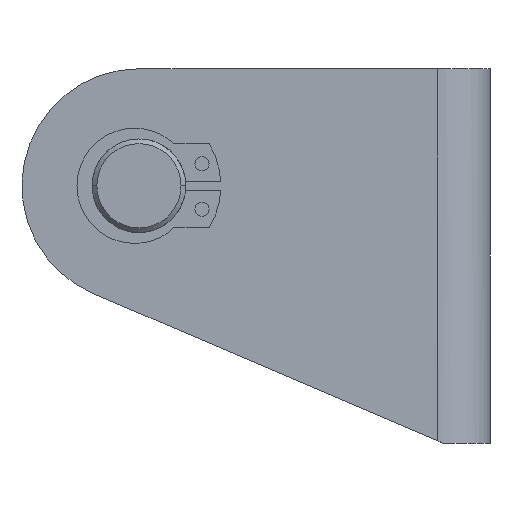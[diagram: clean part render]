
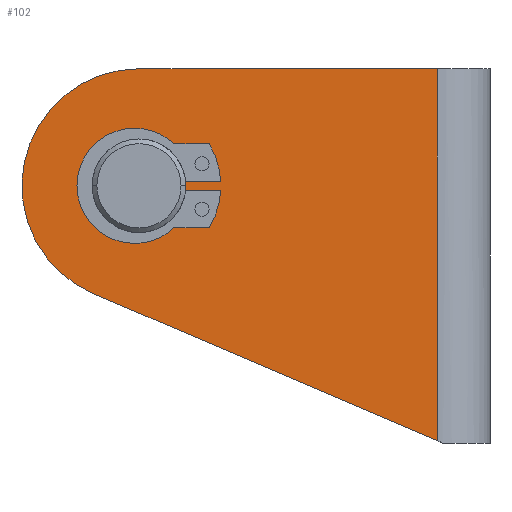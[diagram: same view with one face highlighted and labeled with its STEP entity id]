
A CAD part, left-side view. The second image highlights one B-rep face of the part: STEP entity #102.
In plain terms, the highlighted planar face has unit normal (-1, 0, 0).
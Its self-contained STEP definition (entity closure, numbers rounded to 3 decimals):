
#102=ADVANCED_FACE('',(#196,#197),#198,.T.);
#196=FACE_OUTER_BOUND('',#336,.T.);
#197=FACE_BOUND('',#337,.T.);
#198=PLANE('',#338);
#336=EDGE_LOOP('',(#620,#621,#622,#623));
#337=EDGE_LOOP('',(#624,#625,#626,#627,#628,#629,#630,#631,#632,#633,#634));
#338=AXIS2_PLACEMENT_3D('',#635,#636,#637);
#620=ORIENTED_EDGE('',*,*,#1021,.T.);
#621=ORIENTED_EDGE('',*,*,#1022,.F.);
#622=ORIENTED_EDGE('',*,*,#1023,.F.);
#623=ORIENTED_EDGE('',*,*,#1024,.F.);
#624=ORIENTED_EDGE('',*,*,#999,.T.);
#625=ORIENTED_EDGE('',*,*,#1014,.T.);
#626=ORIENTED_EDGE('',*,*,#1015,.T.);
#627=ORIENTED_EDGE('',*,*,#982,.T.);
#628=ORIENTED_EDGE('',*,*,#986,.T.);
#629=ORIENTED_EDGE('',*,*,#1017,.T.);
#630=ORIENTED_EDGE('',*,*,#1019,.T.);
#631=ORIENTED_EDGE('',*,*,#1020,.T.);
#632=ORIENTED_EDGE('',*,*,#1009,.T.);
#633=ORIENTED_EDGE('',*,*,#951,.T.);
#634=ORIENTED_EDGE('',*,*,#1025,.T.);
#635=CARTESIAN_POINT('',(-12.05,16.477,18.417));
#636=DIRECTION('',(-1.0,0.0,0.));
#637=DIRECTION('',(0.,0.0,1.0));
#951=EDGE_CURVE('',#1129,#1127,#1130,.T.);
#982=EDGE_CURVE('',#1188,#1186,#1189,.T.);
#986=EDGE_CURVE('',#1186,#1193,#1196,.T.);
#999=EDGE_CURVE('',#1215,#1219,#1221,.T.);
#1009=EDGE_CURVE('',#1235,#1129,#1236,.T.);
#1014=EDGE_CURVE('',#1219,#1240,#1242,.T.);
#1015=EDGE_CURVE('',#1240,#1188,#1243,.T.);
#1017=EDGE_CURVE('',#1193,#1244,#1246,.T.);
#1019=EDGE_CURVE('',#1244,#1247,#1249,.T.);
#1020=EDGE_CURVE('',#1247,#1235,#1250,.T.);
#1021=EDGE_CURVE('',#1251,#1252,#1253,.T.);
#1022=EDGE_CURVE('',#1254,#1252,#1255,.T.);
#1023=EDGE_CURVE('',#1256,#1254,#1257,.T.);
#1024=EDGE_CURVE('',#1251,#1256,#1258,.T.);
#1025=EDGE_CURVE('',#1127,#1215,#1259,.T.);
#1127=VERTEX_POINT('',#1402);
#1129=VERTEX_POINT('',#1405);
#1130=CIRCLE('',#1406,4.0);
#1186=VERTEX_POINT('',#1477);
#1188=VERTEX_POINT('',#1480);
#1189=CIRCLE('',#1481,4.925);
#1193=VERTEX_POINT('',#1486);
#1196=CIRCLE('',#1490,4.925);
#1215=VERTEX_POINT('',#1513);
#1219=VERTEX_POINT('',#1519);
#1221=LINE('',#1522,#1523);
#1235=VERTEX_POINT('',#1540);
#1236=LINE('',#1541,#1542);
#1240=VERTEX_POINT('',#1547);
#1242=CIRCLE('',#1550,7.0);
#1243=LINE('',#1551,#1552);
#1244=VERTEX_POINT('',#1553);
#1246=CIRCLE('',#1556,4.925);
#1247=VERTEX_POINT('',#1557);
#1249=LINE('',#1560,#1561);
#1250=CIRCLE('',#1562,7.0);
#1251=VERTEX_POINT('',#1563);
#1252=VERTEX_POINT('',#1564);
#1253=LINE('',#1565,#1566);
#1254=VERTEX_POINT('',#1567);
#1255=LINE('',#1568,#1569);
#1256=VERTEX_POINT('',#1570);
#1257=CIRCLE('',#1571,10.0);
#1258=LINE('',#1572,#1573);
#1259=CIRCLE('',#1574,4.0);
#1402=CARTESIAN_POINT('',(-12.05,26.0,22.0));
#1405=CARTESIAN_POINT('',(-12.05,26.02,22.4));
#1406=AXIS2_PLACEMENT_3D('',#1747,#1748,#1749);
#1477=CARTESIAN_POINT('',(-12.05,30.375,17.075));
#1480=CARTESIAN_POINT('',(-12.05,27.014,18.4));
#1481=AXIS2_PLACEMENT_3D('',#1808,#1809,#1810);
#1486=CARTESIAN_POINT('',(-12.05,30.375,26.925));
#1490=AXIS2_PLACEMENT_3D('',#1816,#1817,#1818);
#1513=CARTESIAN_POINT('',(-12.05,26.02,21.6));
#1519=CARTESIAN_POINT('',(-12.05,23.011,21.6));
#1522=CARTESIAN_POINT('',(-12.05,20.547,21.6));
#1523=VECTOR('',#1841,1.0);
#1540=CARTESIAN_POINT('',(-12.05,23.011,22.4));
#1541=CARTESIAN_POINT('',(-12.05,20.547,22.4));
#1542=VECTOR('',#1863,1.0);
#1547=CARTESIAN_POINT('',(-12.05,23.997,18.4));
#1550=AXIS2_PLACEMENT_3D('',#1872,#1873,#1874);
#1551=CARTESIAN_POINT('',(-12.05,20.991,18.4));
#1552=VECTOR('',#1875,1.0);
#1553=CARTESIAN_POINT('',(-12.05,27.014,25.6));
#1556=AXIS2_PLACEMENT_3D('',#1877,#1878,#1879);
#1557=CARTESIAN_POINT('',(-12.05,23.997,25.6));
#1560=CARTESIAN_POINT('',(-12.05,20.991,25.6));
#1561=VECTOR('',#1881,1.0);
#1562=AXIS2_PLACEMENT_3D('',#1882,#1883,#1884);
#1563=CARTESIAN_POINT('',(-12.05,4.5,0.214));
#1564=CARTESIAN_POINT('',(-12.05,4.5,32.0));
#1565=CARTESIAN_POINT('',(-12.05,4.5,16.0));
#1566=VECTOR('',#1885,1.0);
#1567=CARTESIAN_POINT('',(-12.05,30.0,32.0));
#1568=CARTESIAN_POINT('',(-12.05,30.0,32.0));
#1569=VECTOR('',#1886,1.0);
#1570=CARTESIAN_POINT('',(-12.05,33.933,12.806));
#1571=AXIS2_PLACEMENT_3D('',#1887,#1888,#1889);
#1572=CARTESIAN_POINT('',(-12.05,4.0,0.));
#1573=VECTOR('',#1890,1.);
#1574=AXIS2_PLACEMENT_3D('',#1891,#1892,#1893);
#1747=CARTESIAN_POINT('',(-12.05,30.0,22.0));
#1748=DIRECTION('',(1.0,0.0,0.));
#1749=DIRECTION('',(0.0,1.0,0.0));
#1808=CARTESIAN_POINT('',(-12.05,30.375,22.0));
#1809=DIRECTION('',(1.0,0.0,0.));
#1810=DIRECTION('',(0.,0.0,1.0));
#1816=CARTESIAN_POINT('',(-12.05,30.375,22.0));
#1817=DIRECTION('',(1.0,0.0,0.));
#1818=DIRECTION('',(0.,0.0,1.0));
#1841=DIRECTION('',(0.0,-1.0,0.0));
#1863=DIRECTION('',(0.,1.0,0.));
#1872=CARTESIAN_POINT('',(-12.05,30.0,22.0));
#1873=DIRECTION('',(1.0,0.0,0.));
#1874=DIRECTION('',(0.,0.0,1.0));
#1875=DIRECTION('',(0.0,1.0,0.0));
#1877=CARTESIAN_POINT('',(-12.05,30.375,22.0));
#1878=DIRECTION('',(1.0,0.0,0.));
#1879=DIRECTION('',(0.,0.0,1.0));
#1881=DIRECTION('',(0.0,-1.0,0.0));
#1882=CARTESIAN_POINT('',(-12.05,30.0,22.0));
#1883=DIRECTION('',(1.0,0.0,0.));
#1884=DIRECTION('',(0.,0.0,1.0));
#1885=DIRECTION('',(0.0,0.0,1.0));
#1886=DIRECTION('',(0.0,-1.0,0.0));
#1887=CARTESIAN_POINT('',(-12.05,30.0,22.0));
#1888=DIRECTION('',(1.0,0.0,0.));
#1889=DIRECTION('',(0.,0.0,1.0));
#1890=DIRECTION('',(0.,0.919,0.393));
#1891=CARTESIAN_POINT('',(-12.05,30.0,22.0));
#1892=DIRECTION('',(1.0,0.0,0.));
#1893=DIRECTION('',(0.0,1.0,0.0));
